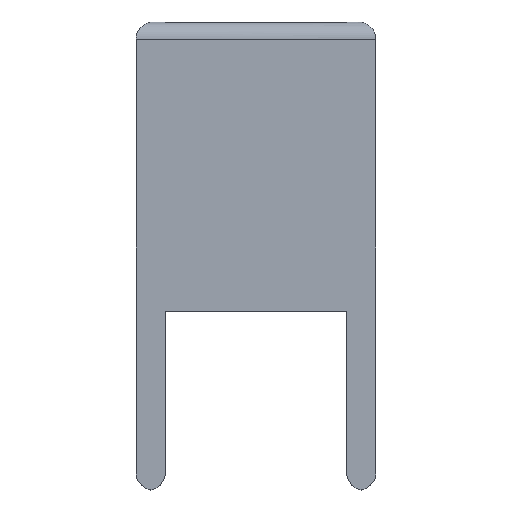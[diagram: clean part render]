
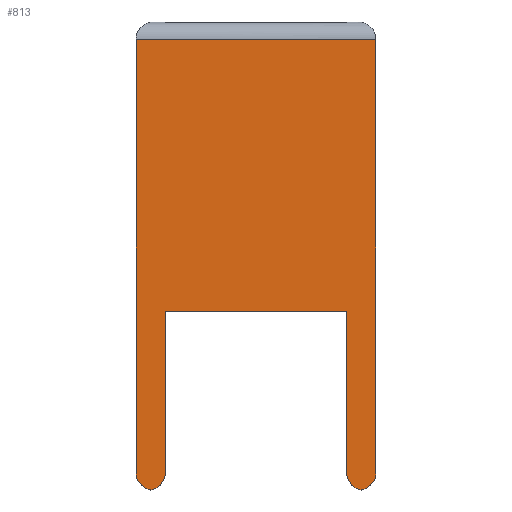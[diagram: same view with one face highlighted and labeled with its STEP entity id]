
A CAD part, top view. The second image highlights one B-rep face of the part: STEP entity #813.
In plain terms, the highlighted planar face has unit normal (0, 0, 1).
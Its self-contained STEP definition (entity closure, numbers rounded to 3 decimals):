
#7 = CIRCLE ( 'NONE', #832, 3. ) ;
#12 = CARTESIAN_POINT ( 'NONE',  ( 5., 3., 17. ) ) ;
#28 = CIRCLE ( 'NONE', #885, 3. ) ;
#30 = DIRECTION ( 'NONE',  ( -1., 0., 0. ) ) ;
#68 = VERTEX_POINT ( 'NONE', #249 ) ;
#73 = EDGE_CURVE ( 'NONE', #762, #83, #874, .T. ) ;
#76 = VECTOR ( 'NONE', #615, 1000. ) ;
#83 = VERTEX_POINT ( 'NONE', #684 ) ;
#84 = DIRECTION ( 'NONE',  ( -1., 0., 0. ) ) ;
#95 = LINE ( 'NONE', #283, #254 ) ;
#97 = CIRCLE ( 'NONE', #903, 3. ) ;
#115 = CIRCLE ( 'NONE', #529, 3. ) ;
#119 = CARTESIAN_POINT ( 'NONE',  ( 0., 80., 17. ) ) ;
#130 = DIRECTION ( 'NONE',  ( -1., 0., 0. ) ) ;
#153 = DIRECTION ( 'NONE',  ( 0., -1., 0. ) ) ;
#155 = EDGE_CURVE ( 'NONE', #679, #268, #1058, .T. ) ;
#158 = DIRECTION ( 'NONE',  ( -1., 0., 0. ) ) ;
#161 = ORIENTED_EDGE ( 'NONE', *, *, #155, .F. ) ;
#164 = VECTOR ( 'NONE', #724, 1000. ) ;
#201 = FACE_OUTER_BOUND ( 'NONE', #690, .T. ) ;
#249 = CARTESIAN_POINT ( 'NONE',  ( 5., 30.518, 17. ) ) ;
#254 = VECTOR ( 'NONE', #992, 1000. ) ;
#256 = CARTESIAN_POINT ( 'NONE',  ( 41., 80., 17. ) ) ;
#268 = VERTEX_POINT ( 'NONE', #285 ) ;
#278 = DIRECTION ( 'NONE',  ( -1., 0., 0. ) ) ;
#283 = CARTESIAN_POINT ( 'NONE',  ( 0., 80., 17. ) ) ;
#285 = CARTESIAN_POINT ( 'NONE',  ( 41., 3., 17. ) ) ;
#302 = EDGE_CURVE ( 'NONE', #762, #68, #463, .T. ) ;
#355 = CARTESIAN_POINT ( 'NONE',  ( 2.5, 0.042, 17. ) ) ;
#362 = CARTESIAN_POINT ( 'NONE',  ( 38., 3., 17. ) ) ;
#370 = VECTOR ( 'NONE', #153, 1000. ) ;
#382 = ORIENTED_EDGE ( 'NONE', *, *, #653, .T. ) ;
#394 = ORIENTED_EDGE ( 'NONE', *, *, #801, .T. ) ;
#409 = CARTESIAN_POINT ( 'NONE',  ( 2., 3., 17. ) ) ;
#463 = LINE ( 'NONE', #993, #164 ) ;
#470 = PLANE ( 'NONE',  #752 ) ;
#471 = ORIENTED_EDGE ( 'NONE', *, *, #1028, .T. ) ;
#479 = DIRECTION ( 'NONE',  ( 0., 0., 1. ) ) ;
#519 = DIRECTION ( 'NONE',  ( 0., -1., 0. ) ) ;
#529 = AXIS2_PLACEMENT_3D ( 'NONE', #362, #978, #84 ) ;
#542 = DIRECTION ( 'NONE',  ( -1., 0., 0. ) ) ;
#602 = LINE ( 'NONE', #961, #370 ) ;
#615 = DIRECTION ( 'NONE',  ( 0., -1., 0. ) ) ;
#623 = VECTOR ( 'NONE', #278, 1000. ) ;
#637 = EDGE_CURVE ( 'NONE', #68, #736, #602, .T. ) ;
#653 = EDGE_CURVE ( 'NONE', #1157, #671, #95, .T. ) ;
#654 = CARTESIAN_POINT ( 'NONE',  ( 39., 3., 17. ) ) ;
#656 = ORIENTED_EDGE ( 'NONE', *, *, #919, .T. ) ;
#659 = VERTEX_POINT ( 'NONE', #355 ) ;
#671 = VERTEX_POINT ( 'NONE', #986 ) ;
#672 = VECTOR ( 'NONE', #519, 1000. ) ;
#673 = EDGE_CURVE ( 'NONE', #679, #1157, #1160, .T. ) ;
#679 = VERTEX_POINT ( 'NONE', #727 ) ;
#684 = CARTESIAN_POINT ( 'NONE',  ( 36., 3., 17. ) ) ;
#690 = EDGE_LOOP ( 'NONE', ( #809, #918, #394, #471, #161, #742, #382, #1065, #656, #853 ) ) ;
#705 = CARTESIAN_POINT ( 'NONE',  ( 36., 80., 17. ) ) ;
#723 = EDGE_CURVE ( 'NONE', #671, #659, #7, .T. ) ;
#724 = DIRECTION ( 'NONE',  ( -1., 0., 0. ) ) ;
#727 = CARTESIAN_POINT ( 'NONE',  ( 41., 77., 17. ) ) ;
#736 = VERTEX_POINT ( 'NONE', #12 ) ;
#742 = ORIENTED_EDGE ( 'NONE', *, *, #673, .T. ) ;
#752 = AXIS2_PLACEMENT_3D ( 'NONE', #119, #1016, #30 ) ;
#762 = VERTEX_POINT ( 'NONE', #1004 ) ;
#801 = EDGE_CURVE ( 'NONE', #83, #995, #28, .T. ) ;
#809 = ORIENTED_EDGE ( 'NONE', *, *, #302, .F. ) ;
#813 = ADVANCED_FACE ( 'NONE', ( #201 ), #470, .F. ) ;
#830 = CARTESIAN_POINT ( 'NONE',  ( 0., 77., 17. ) ) ;
#832 = AXIS2_PLACEMENT_3D ( 'NONE', #906, #998, #542 ) ;
#853 = ORIENTED_EDGE ( 'NONE', *, *, #637, .F. ) ;
#864 = CARTESIAN_POINT ( 'NONE',  ( 38.5, 0.042, 17. ) ) ;
#874 = LINE ( 'NONE', #705, #76 ) ;
#885 = AXIS2_PLACEMENT_3D ( 'NONE', #654, #479, #130 ) ;
#903 = AXIS2_PLACEMENT_3D ( 'NONE', #409, #1049, #158 ) ;
#906 = CARTESIAN_POINT ( 'NONE',  ( 3., 3., 17. ) ) ;
#918 = ORIENTED_EDGE ( 'NONE', *, *, #73, .T. ) ;
#919 = EDGE_CURVE ( 'NONE', #659, #736, #97, .T. ) ;
#961 = CARTESIAN_POINT ( 'NONE',  ( 5., 80., 17. ) ) ;
#978 = DIRECTION ( 'NONE',  ( 0., 0., 1. ) ) ;
#979 = CARTESIAN_POINT ( 'NONE',  ( 0., 77., 17. ) ) ;
#986 = CARTESIAN_POINT ( 'NONE',  ( 0., 3., 17. ) ) ;
#992 = DIRECTION ( 'NONE',  ( 0., -1., 0. ) ) ;
#993 = CARTESIAN_POINT ( 'NONE',  ( 41.002, 30.518, 17. ) ) ;
#995 = VERTEX_POINT ( 'NONE', #864 ) ;
#998 = DIRECTION ( 'NONE',  ( 0., 0., 1. ) ) ;
#1004 = CARTESIAN_POINT ( 'NONE',  ( 36., 30.518, 17. ) ) ;
#1016 = DIRECTION ( 'NONE',  ( 0., 0., -1. ) ) ;
#1028 = EDGE_CURVE ( 'NONE', #995, #268, #115, .T. ) ;
#1049 = DIRECTION ( 'NONE',  ( 0., 0., 1. ) ) ;
#1058 = LINE ( 'NONE', #256, #672 ) ;
#1065 = ORIENTED_EDGE ( 'NONE', *, *, #723, .T. ) ;
#1157 = VERTEX_POINT ( 'NONE', #830 ) ;
#1160 = LINE ( 'NONE', #979, #623 ) ;
